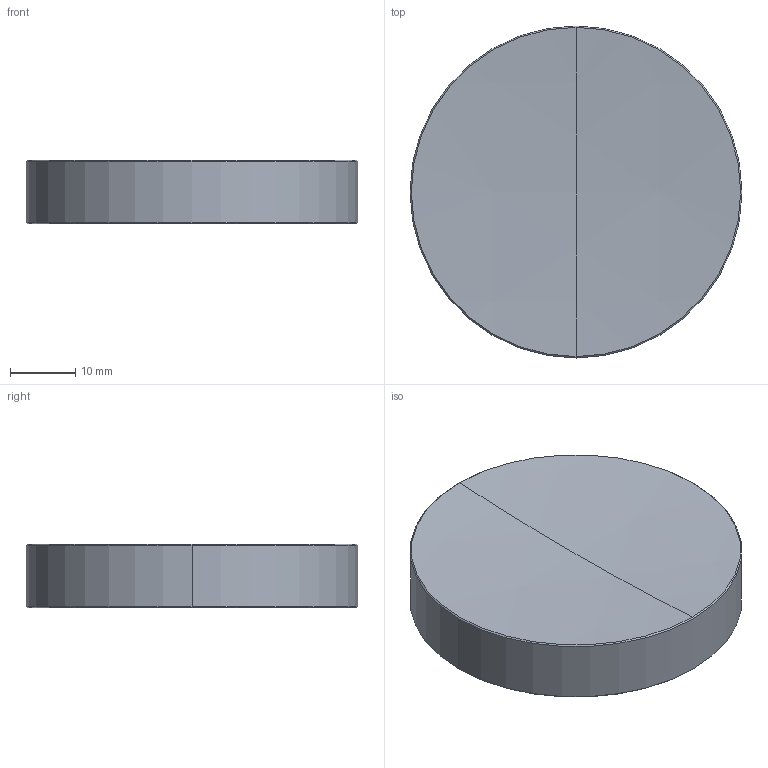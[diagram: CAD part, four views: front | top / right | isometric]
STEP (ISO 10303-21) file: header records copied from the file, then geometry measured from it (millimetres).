
FILE_DESCRIPTION (( 'STEP AP214' ), '1' );
FILE_NAME ('17589-E0W.STEP', '2010-10-29T14:14:05', ( 'Admin' ), ( 'Thorlabs, Inc.' ), 'SwSTEP 2.0', 'SolidWorks 2009', '' );
FILE_SCHEMA (( 'AUTOMOTIVE_DESIGN' ));
Length unit declared in the file: inch
Products named in the file (1): 17589-E0W
Bounding box: 50.8 x 50.8 x 9.79 mm (x, y, z)
Volume: 19052.9 mm3; surface area: 5582 mm2
Topology: 1 solids, 1 shells, 282 faces, 741 edges, 493 vertices
Faces by surface type: plane 144, bspline 130, cone 4, sphere 2, cylinder 2
Entity records: 24179 total; most frequent: CARTESIAN_POINT 14387, ORIENTED_EDGE 1482, DIRECTION 799, EDGE_CURVE 741, VERTEX_POINT 493, VECTOR 469, LINE 469, EDGE_LOOP 314
